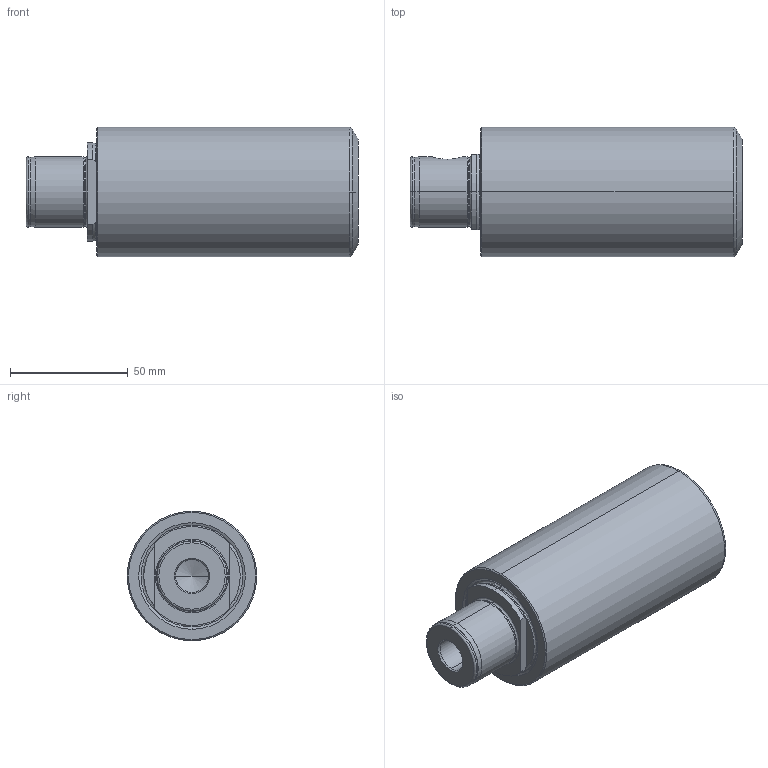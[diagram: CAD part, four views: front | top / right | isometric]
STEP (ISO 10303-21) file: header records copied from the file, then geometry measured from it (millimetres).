
FILE_DESCRIPTION (( 'STEP AP203' ), '1' );
FILE_NAME ('233.550.105.STEP', '2021-02-16T15:04:16', ( '' ), ( '' ), 'SwSTEP 2.0', 'SolidWorks 2017', '' );
FILE_SCHEMA (( 'CONFIG_CONTROL_DESIGN' ));
Length unit declared in the file: millimetre
Products named in the file (1): 233.550.105
Bounding box: 141 x 55 x 55 mm (x, y, z)
Volume: 268755.4 mm3; surface area: 31133 mm2
Topology: 1 solids, 1 shells, 66 faces, 150 edges, 86 vertices
Faces by surface type: cone 27, torus 18, cylinder 13, plane 8
Entity records: 2075 total; most frequent: CARTESIAN_POINT 501, DIRECTION 350, ORIENTED_EDGE 292, AXIS2_PLACEMENT_3D 153, EDGE_CURVE 146, VERTEX_POINT 86, CIRCLE 86, EDGE_LOOP 72
